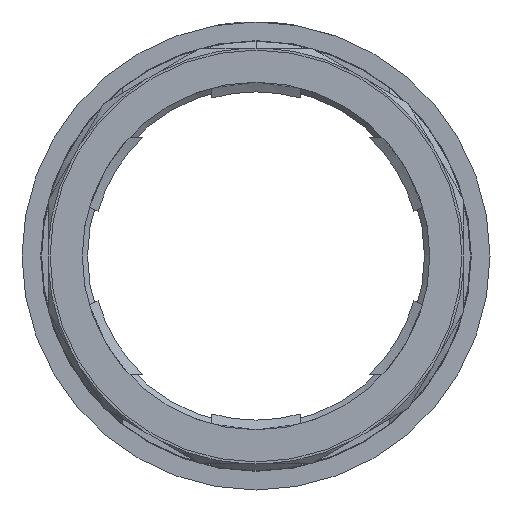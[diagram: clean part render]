
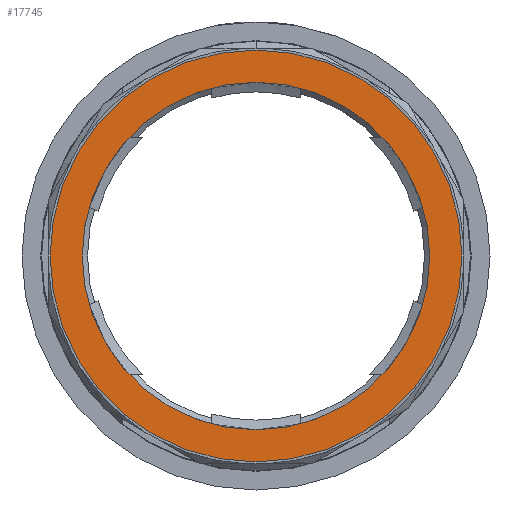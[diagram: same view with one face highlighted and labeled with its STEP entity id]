
A CAD part, front view. The second image highlights one B-rep face of the part: STEP entity #17745.
In plain terms, the highlighted planar face has unit normal (0, -1, 0).
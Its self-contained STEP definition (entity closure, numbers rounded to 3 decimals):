
#847 = DIRECTION ( 'NONE',  ( -1., 0., 0. ) ) ;
#848 = DIRECTION ( 'NONE',  ( 0., 1., 0. ) ) ;
#849 = AXIS2_PLACEMENT_3D ( 'NONE', #855, #848, #847 ) ;
#850 = CIRCLE ( 'NONE', #849, 27.85 ) ;
#855 = CARTESIAN_POINT ( 'NONE',  ( 0., 0., 0. ) ) ;
#2172 = CARTESIAN_POINT ( 'NONE',  ( -33., 0., 0. ) ) ;
#2219 = CARTESIAN_POINT ( 'NONE',  ( 33., 0., 0. ) ) ;
#2220 = DIRECTION ( 'NONE',  ( -1., 0., 0. ) ) ;
#2221 = DIRECTION ( 'NONE',  ( 0., 1., 0. ) ) ;
#2222 = CARTESIAN_POINT ( 'NONE',  ( 0., 0., 0. ) ) ;
#2223 = AXIS2_PLACEMENT_3D ( 'NONE', #2222, #2221, #2220 ) ;
#2224 = CIRCLE ( 'NONE', #2223, 33. ) ;
#2369 = CARTESIAN_POINT ( 'NONE',  ( -27.85, 0., 0. ) ) ;
#2370 = CARTESIAN_POINT ( 'NONE',  ( 27.85, 0., 0. ) ) ;
#2371 = DIRECTION ( 'NONE',  ( -1., 0., 0. ) ) ;
#2372 = DIRECTION ( 'NONE',  ( 0., 1., 0. ) ) ;
#2373 = AXIS2_PLACEMENT_3D ( 'NONE', #2380, #2372, #2371 ) ;
#2374 = CIRCLE ( 'NONE', #2373, 27.85 ) ;
#2380 = CARTESIAN_POINT ( 'NONE',  ( 0., 0., 0. ) ) ;
#4885 = FACE_OUTER_BOUND ( 'NONE', #17752, .T. ) ;
#4890 = FACE_BOUND ( 'NONE', #17748, .T. ) ;
#4932 = DIRECTION ( 'NONE',  ( -1., 0., 0. ) ) ;
#4933 = DIRECTION ( 'NONE',  ( 0., 1., 0. ) ) ;
#4934 = CARTESIAN_POINT ( 'NONE',  ( 33., 0., 0. ) ) ;
#4935 = AXIS2_PLACEMENT_3D ( 'NONE', #4934, #4933, #4932 ) ;
#4936 = PLANE ( 'NONE',  #4935 ) ;
#5103 = DIRECTION ( 'NONE',  ( -1., 0., 0. ) ) ;
#5104 = DIRECTION ( 'NONE',  ( 0., 1., 0. ) ) ;
#5105 = CARTESIAN_POINT ( 'NONE',  ( 0., 0., 0. ) ) ;
#5106 = AXIS2_PLACEMENT_3D ( 'NONE', #5105, #5104, #5103 ) ;
#5107 = CIRCLE ( 'NONE', #5106, 33. ) ;
#15905 = EDGE_CURVE ( 'NONE', #16466, #16465, #850, .T. ) ;
#16371 = VERTEX_POINT ( 'NONE', #2172 ) ;
#16378 = EDGE_CURVE ( 'NONE', #16371, #16380, #2224, .T. ) ;
#16380 = VERTEX_POINT ( 'NONE', #2219 ) ;
#16464 = EDGE_CURVE ( 'NONE', #16465, #16466, #2374, .T. ) ;
#16465 = VERTEX_POINT ( 'NONE', #2370 ) ;
#16466 = VERTEX_POINT ( 'NONE', #2369 ) ;
#17745 = ADVANCED_FACE ( 'NONE', ( #4885, #4890 ), #4936, .F. ) ;
#17746 = ORIENTED_EDGE ( 'NONE', *, *, #16378, .F. ) ;
#17748 = EDGE_LOOP ( 'NONE', ( #17754, #17755 ) ) ;
#17752 = EDGE_LOOP ( 'NONE', ( #17746, #17753 ) ) ;
#17753 = ORIENTED_EDGE ( 'NONE', *, *, #17821, .F. ) ;
#17754 = ORIENTED_EDGE ( 'NONE', *, *, #15905, .T. ) ;
#17755 = ORIENTED_EDGE ( 'NONE', *, *, #16464, .T. ) ;
#17821 = EDGE_CURVE ( 'NONE', #16380, #16371, #5107, .T. ) ;
